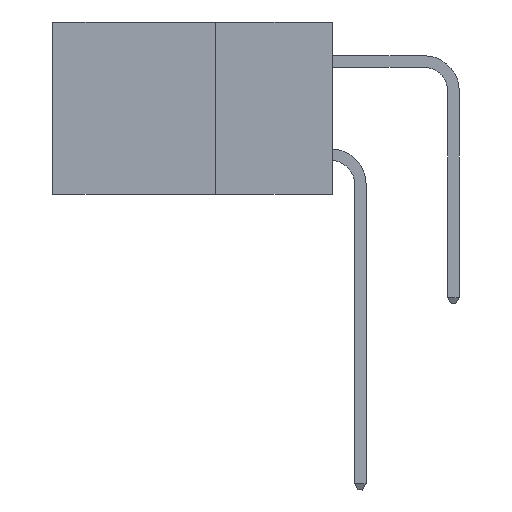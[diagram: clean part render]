
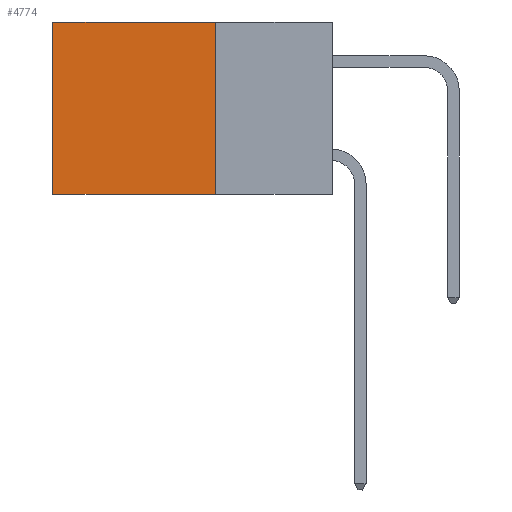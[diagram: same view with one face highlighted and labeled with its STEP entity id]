
A CAD part, left-side view. The second image highlights one B-rep face of the part: STEP entity #4774.
In plain terms, the highlighted planar face has unit normal (-1, 0, 0).
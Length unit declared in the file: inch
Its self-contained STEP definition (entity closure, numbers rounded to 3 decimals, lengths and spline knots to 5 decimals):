
#101 = LINE ( 'NONE', #2363, #10369 ) ;
#139 = DIRECTION ( 'NONE',  ( 0., 0., -1. ) ) ;
#463 = VERTEX_POINT ( 'NONE', #7688 ) ;
#1181 = CARTESIAN_POINT ( 'NONE',  ( 0.2615, 0.25, 0. ) ) ;
#1245 = AXIS2_PLACEMENT_3D ( 'NONE', #3518, #1381, #139 ) ;
#1255 = EDGE_LOOP ( 'NONE', ( #7231, #7429, #3564, #9318 ) ) ;
#1313 = PLANE ( 'NONE',  #1245 ) ;
#1381 = DIRECTION ( 'NONE',  ( 1., 0., 0. ) ) ;
#1835 = CARTESIAN_POINT ( 'NONE',  ( 0.2615, 0.6, 0. ) ) ;
#2363 = CARTESIAN_POINT ( 'NONE',  ( 0.2615, 0.25, -0.37 ) ) ;
#2471 = EDGE_CURVE ( 'NONE', #13992, #8302, #2621, .T. ) ;
#2621 = LINE ( 'NONE', #10435, #3309 ) ;
#2911 = CARTESIAN_POINT ( 'NONE',  ( 0.2615, 0.6, -0.37 ) ) ;
#3309 = VECTOR ( 'NONE', #8120, 39.37008 ) ;
#3518 = CARTESIAN_POINT ( 'NONE',  ( 0.2615, 0.25, -0.37 ) ) ;
#3564 = ORIENTED_EDGE ( 'NONE', *, *, #11711, .F. ) ;
#3774 = VECTOR ( 'NONE', #10590, 39.37008 ) ;
#4395 = EDGE_CURVE ( 'NONE', #463, #9238, #101, .T. ) ;
#4774 = ADVANCED_FACE ( 'NONE', ( #9225 ), #1313, .F. ) ;
#5926 = VECTOR ( 'NONE', #10598, 39.37008 ) ;
#6012 = CARTESIAN_POINT ( 'NONE',  ( 0.2615, 0.25, -0.37 ) ) ;
#6141 = LINE ( 'NONE', #6012, #3774 ) ;
#7231 = ORIENTED_EDGE ( 'NONE', *, *, #14118, .T. ) ;
#7243 = LINE ( 'NONE', #11753, #5926 ) ;
#7429 = ORIENTED_EDGE ( 'NONE', *, *, #4395, .F. ) ;
#7688 = CARTESIAN_POINT ( 'NONE',  ( 0.2615, 0.25, -0.37 ) ) ;
#8120 = DIRECTION ( 'NONE',  ( 0., 1., 0. ) ) ;
#8302 = VERTEX_POINT ( 'NONE', #1835 ) ;
#9225 = FACE_OUTER_BOUND ( 'NONE', #1255, .T. ) ;
#9238 = VERTEX_POINT ( 'NONE', #2911 ) ;
#9318 = ORIENTED_EDGE ( 'NONE', *, *, #2471, .T. ) ;
#10369 = VECTOR ( 'NONE', #11201, 39.37008 ) ;
#10435 = CARTESIAN_POINT ( 'NONE',  ( 0.2615, 0.25, 0. ) ) ;
#10590 = DIRECTION ( 'NONE',  ( 0., 0., -1. ) ) ;
#10598 = DIRECTION ( 'NONE',  ( 0., 0., -1. ) ) ;
#11201 = DIRECTION ( 'NONE',  ( 0., 1., 0. ) ) ;
#11711 = EDGE_CURVE ( 'NONE', #13992, #463, #6141, .T. ) ;
#11753 = CARTESIAN_POINT ( 'NONE',  ( 0.2615, 0.6, -0.37 ) ) ;
#13992 = VERTEX_POINT ( 'NONE', #1181 ) ;
#14118 = EDGE_CURVE ( 'NONE', #8302, #9238, #7243, .T. ) ;
